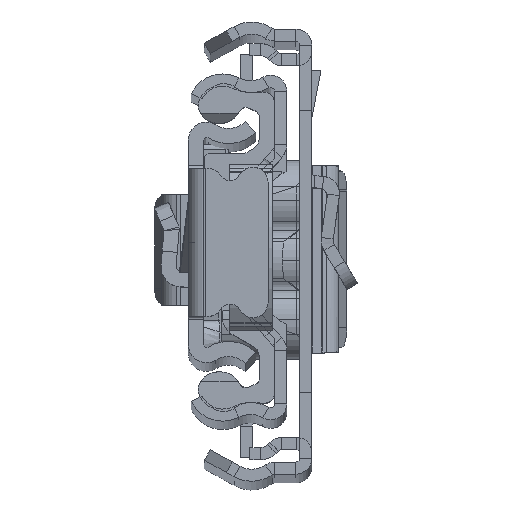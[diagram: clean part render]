
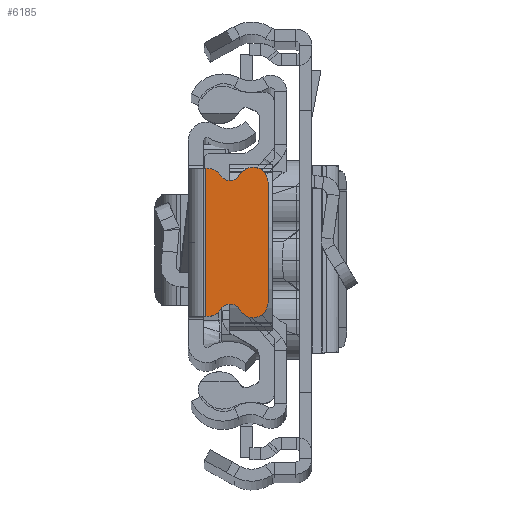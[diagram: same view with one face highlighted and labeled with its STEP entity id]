
A CAD part, top view. The second image highlights one B-rep face of the part: STEP entity #6185.
In plain terms, the highlighted planar face has unit normal (0, 0, 1).
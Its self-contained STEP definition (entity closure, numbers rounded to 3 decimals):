
#45 = AXIS2_PLACEMENT_3D ( 'NONE', #16058, #1770, #19944 ) ;
#81 = DIRECTION ( 'NONE',  ( 1., 0., 0. ) ) ;
#310 = CIRCLE ( 'NONE', #23937, 1.5 ) ;
#418 = FACE_OUTER_BOUND ( 'NONE', #18631, .T. ) ;
#536 = DIRECTION ( 'NONE',  ( 0., 0., -1. ) ) ;
#793 = VERTEX_POINT ( 'NONE', #7424 ) ;
#888 = CIRCLE ( 'NONE', #22774, 1.1 ) ;
#1550 = VERTEX_POINT ( 'NONE', #20914 ) ;
#1639 = EDGE_CURVE ( 'NONE', #10306, #16960, #2612, .T. ) ;
#1770 = DIRECTION ( 'NONE',  ( 0., 0., 1. ) ) ;
#2398 = DIRECTION ( 'NONE',  ( 1., 0., 0. ) ) ;
#2612 = LINE ( 'NONE', #6500, #20646 ) ;
#2646 = EDGE_CURVE ( 'NONE', #14320, #2853, #23439, .T. ) ;
#2760 = CARTESIAN_POINT ( 'NONE',  ( -7.929, -6., 0. ) ) ;
#2853 = VERTEX_POINT ( 'NONE', #5853 ) ;
#2960 = DIRECTION ( 'NONE',  ( 1., 0., 0. ) ) ;
#2970 = AXIS2_PLACEMENT_3D ( 'NONE', #17338, #3156, #21626 ) ;
#3156 = DIRECTION ( 'NONE',  ( 0., 0., 1. ) ) ;
#3389 = ORIENTED_EDGE ( 'NONE', *, *, #2646, .T. ) ;
#3535 = ORIENTED_EDGE ( 'NONE', *, *, #1639, .F. ) ;
#3957 = VERTEX_POINT ( 'NONE', #12224 ) ;
#4073 = CARTESIAN_POINT ( 'NONE',  ( -1.929, 7.37, 0. ) ) ;
#5181 = ORIENTED_EDGE ( 'NONE', *, *, #6523, .T. ) ;
#5853 = CARTESIAN_POINT ( 'NONE',  ( -3.206, -6.658, 0. ) ) ;
#6185 = ADVANCED_FACE ( 'NONE', ( #418 ), #6991, .T. ) ;
#6500 = CARTESIAN_POINT ( 'NONE',  ( -1.75, 0., 0. ) ) ;
#6523 = EDGE_CURVE ( 'NONE', #3957, #17250, #20969, .T. ) ;
#6559 = LINE ( 'NONE', #12374, #23272 ) ;
#6911 = ORIENTED_EDGE ( 'NONE', *, *, #19424, .F. ) ;
#6991 = PLANE ( 'NONE',  #18353 ) ;
#7424 = CARTESIAN_POINT ( 'NONE',  ( -5.109, 6.713, 0. ) ) ;
#8380 = DIRECTION ( 'NONE',  ( -1., 0., 0. ) ) ;
#9702 = EDGE_CURVE ( 'NONE', #20727, #23675, #21356, .T. ) ;
#10306 = VERTEX_POINT ( 'NONE', #12764 ) ;
#10607 = AXIS2_PLACEMENT_3D ( 'NONE', #21465, #25360, #25488 ) ;
#10826 = DIRECTION ( 'NONE',  ( 0., -1., 0. ) ) ;
#11048 = EDGE_CURVE ( 'NONE', #17250, #14320, #310, .T. ) ;
#11148 = CIRCLE ( 'NONE', #2970, 1.5 ) ;
#11865 = AXIS2_PLACEMENT_3D ( 'NONE', #18990, #536, #21134 ) ;
#12224 = CARTESIAN_POINT ( 'NONE',  ( -7.929, 6., 0. ) ) ;
#12326 = VECTOR ( 'NONE', #21111, 1000. ) ;
#12368 = EDGE_CURVE ( 'NONE', #23675, #793, #888, .T. ) ;
#12374 = CARTESIAN_POINT ( 'NONE',  ( -1.929, 7.37, 0. ) ) ;
#12764 = CARTESIAN_POINT ( 'NONE',  ( -1.75, 7.37, 0. ) ) ;
#12889 = CARTESIAN_POINT ( 'NONE',  ( -7.929, -6., 0. ) ) ;
#13054 = CARTESIAN_POINT ( 'NONE',  ( 494.071, 0., 0. ) ) ;
#13388 = DIRECTION ( 'NONE',  ( 1., 0., 0. ) ) ;
#13452 = CARTESIAN_POINT ( 'NONE',  ( -5.109, -6.713, 0. ) ) ;
#13810 = ORIENTED_EDGE ( 'NONE', *, *, #19300, .T. ) ;
#14320 = VERTEX_POINT ( 'NONE', #13452 ) ;
#14701 = DIRECTION ( 'NONE',  ( 0., 0., 1. ) ) ;
#14745 = CARTESIAN_POINT ( 'NONE',  ( -1.929, -7.37, 0. ) ) ;
#15983 = CIRCLE ( 'NONE', #45, 1.5 ) ;
#16058 = CARTESIAN_POINT ( 'NONE',  ( -6.429, 6., 0. ) ) ;
#16643 = CARTESIAN_POINT ( 'NONE',  ( -6.429, -6., 0. ) ) ;
#16960 = VERTEX_POINT ( 'NONE', #24593 ) ;
#17184 = EDGE_CURVE ( 'NONE', #2853, #1550, #11148, .T. ) ;
#17250 = VERTEX_POINT ( 'NONE', #2760 ) ;
#17338 = CARTESIAN_POINT ( 'NONE',  ( -1.929, -5.87, 0. ) ) ;
#17384 = ORIENTED_EDGE ( 'NONE', *, *, #17184, .T. ) ;
#18256 = ORIENTED_EDGE ( 'NONE', *, *, #12368, .T. ) ;
#18353 = AXIS2_PLACEMENT_3D ( 'NONE', #13054, #14701, #2960 ) ;
#18631 = EDGE_LOOP ( 'NONE', ( #3535, #6911, #26505, #18256, #13810, #5181, #19386, #3389, #17384, #23667 ) ) ;
#18772 = LINE ( 'NONE', #14745, #22965 ) ;
#18990 = CARTESIAN_POINT ( 'NONE',  ( -4.142, -7.236, 0. ) ) ;
#19300 = EDGE_CURVE ( 'NONE', #793, #3957, #15983, .T. ) ;
#19386 = ORIENTED_EDGE ( 'NONE', *, *, #11048, .T. ) ;
#19424 = EDGE_CURVE ( 'NONE', #20727, #10306, #6559, .T. ) ;
#19944 = DIRECTION ( 'NONE',  ( -1., 0., 0. ) ) ;
#20646 = VECTOR ( 'NONE', #10826, 1000. ) ;
#20727 = VERTEX_POINT ( 'NONE', #4073 ) ;
#20914 = CARTESIAN_POINT ( 'NONE',  ( -1.929, -7.37, 0. ) ) ;
#20969 = LINE ( 'NONE', #12889, #12326 ) ;
#21111 = DIRECTION ( 'NONE',  ( 0., -1., 0. ) ) ;
#21134 = DIRECTION ( 'NONE',  ( -1., 0., 0. ) ) ;
#21356 = CIRCLE ( 'NONE', #10607, 1.5 ) ;
#21465 = CARTESIAN_POINT ( 'NONE',  ( -1.929, 5.87, 0. ) ) ;
#21626 = DIRECTION ( 'NONE',  ( 1., 0., 0. ) ) ;
#21976 = CARTESIAN_POINT ( 'NONE',  ( -3.206, 6.658, 0. ) ) ;
#22774 = AXIS2_PLACEMENT_3D ( 'NONE', #23610, #25496, #13388 ) ;
#22917 = DIRECTION ( 'NONE',  ( 0., 0., 1. ) ) ;
#22954 = EDGE_CURVE ( 'NONE', #16960, #1550, #18772, .T. ) ;
#22965 = VECTOR ( 'NONE', #8380, 1000. ) ;
#23272 = VECTOR ( 'NONE', #2398, 1000. ) ;
#23439 = CIRCLE ( 'NONE', #11865, 1.1 ) ;
#23610 = CARTESIAN_POINT ( 'NONE',  ( -4.142, 7.236, 0. ) ) ;
#23667 = ORIENTED_EDGE ( 'NONE', *, *, #22954, .F. ) ;
#23675 = VERTEX_POINT ( 'NONE', #21976 ) ;
#23937 = AXIS2_PLACEMENT_3D ( 'NONE', #16643, #22917, #81 ) ;
#24593 = CARTESIAN_POINT ( 'NONE',  ( -1.75, -7.37, 0. ) ) ;
#25360 = DIRECTION ( 'NONE',  ( 0., 0., 1. ) ) ;
#25488 = DIRECTION ( 'NONE',  ( -1., 0., 0. ) ) ;
#25496 = DIRECTION ( 'NONE',  ( 0., 0., -1. ) ) ;
#26505 = ORIENTED_EDGE ( 'NONE', *, *, #9702, .T. ) ;
